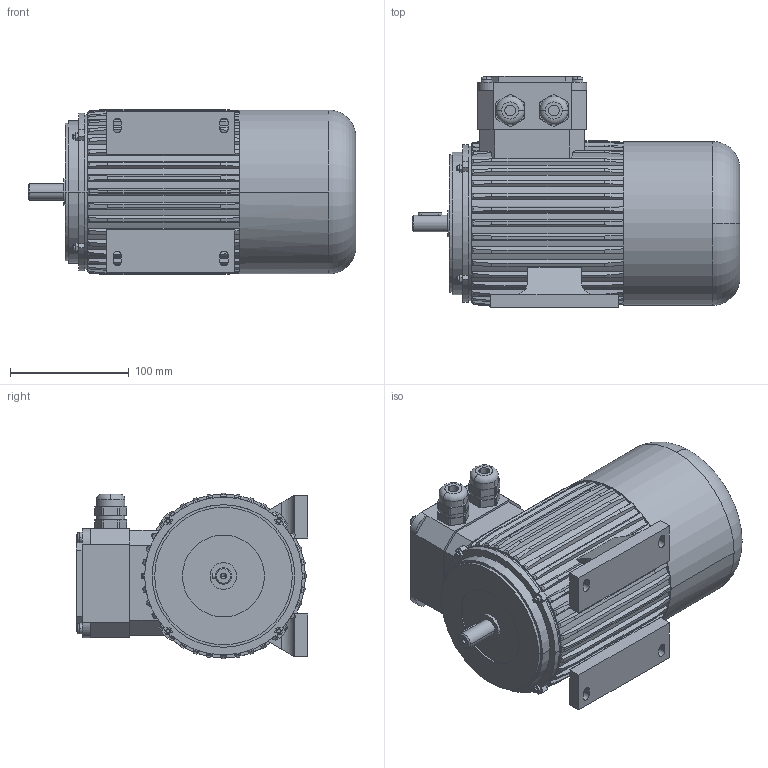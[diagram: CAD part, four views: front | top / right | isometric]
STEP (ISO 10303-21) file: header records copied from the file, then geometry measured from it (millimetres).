
FILE_DESCRIPTION(('STEP AP214'),'1');
FILE_NAME('at71b4-b3-o.stp','2017-08-18T06:08:49',('TraceParts'),('TraceParts S.A.'),'Spatial InterOp 3D',' ',' ');
FILE_SCHEMA(('automotive_design'));
Length unit declared in the file: millimetre
Products named in the file (1): at71b4-b3-o
Bounding box: 276 x 195 x 139.38 mm (x, y, z)
Volume: 4097564.5 mm3; surface area: 201333.3 mm2
Topology: 1 solids, 1 shells, 1015 faces, 2695 edges, 1775 vertices
Faces by surface type: plane 582, cylinder 235, cone 184, torus 14
Entity records: 40043 total; most frequent: CARTESIAN_POINT 6330, ORIENTED_EDGE 5386, DIRECTION 5301, EDGE_CURVE 2693, AXIS2_PLACEMENT_3D 1850, VERTEX_POINT 1775, LINE 1601, VECTOR 1601
